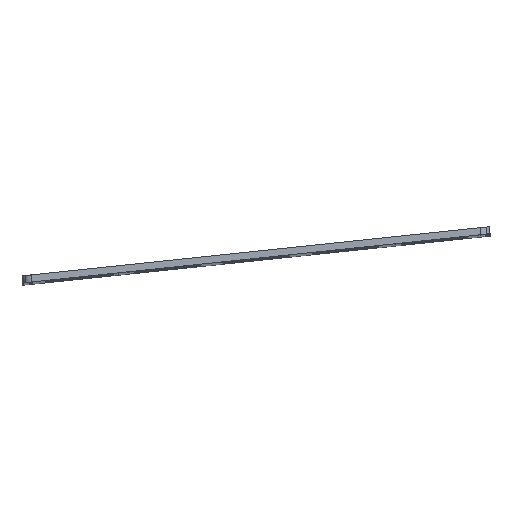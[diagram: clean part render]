
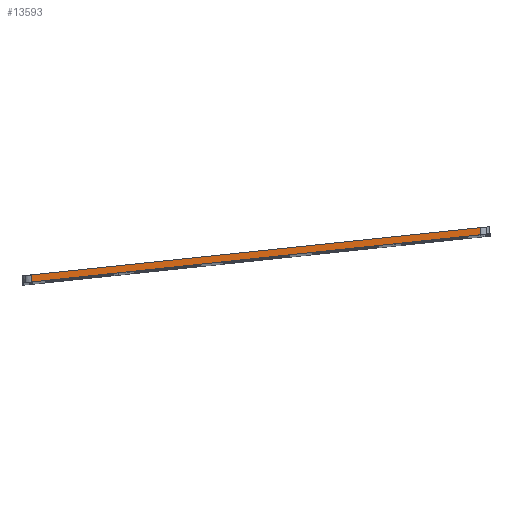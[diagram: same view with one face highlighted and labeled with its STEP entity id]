
A CAD part, top view. The second image highlights one B-rep face of the part: STEP entity #13593.
In plain terms, the highlighted planar face has unit normal (0, 0, 1).
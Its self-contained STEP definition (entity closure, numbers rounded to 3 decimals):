
#516=PLANE('',#14947);
#1153=FACE_OUTER_BOUND('',#1969,.T.);
#1969=EDGE_LOOP('',(#12445,#12446,#12447,#12448));
#2077=LINE('',#19203,#3395);
#2373=LINE('',#20404,#3691);
#3290=LINE('',#22891,#4608);
#3291=LINE('',#22893,#4609);
#3395=VECTOR('',#15177,96.002);
#3691=VECTOR('',#16083,96.002);
#4608=VECTOR('',#18850,1.5);
#4609=VECTOR('',#18853,1.5);
#5416=VERTEX_POINT('',#19200);
#5417=VERTEX_POINT('',#19202);
#6016=VERTEX_POINT('',#20401);
#6017=VERTEX_POINT('',#20403);
#6764=EDGE_CURVE('',#5417,#5416,#2077,.T.);
#7364=EDGE_CURVE('',#6017,#6016,#2373,.T.);
#8610=EDGE_CURVE('',#6016,#5417,#3290,.T.);
#8611=EDGE_CURVE('',#5416,#6017,#3291,.T.);
#12445=ORIENTED_EDGE('',*,*,#8610,.T.);
#12446=ORIENTED_EDGE('',*,*,#6764,.T.);
#12447=ORIENTED_EDGE('',*,*,#8611,.T.);
#12448=ORIENTED_EDGE('',*,*,#7364,.T.);
#13593=ADVANCED_FACE('',(#1153),#516,.T.);
#14947=AXIS2_PLACEMENT_3D('',#22892,#18851,#18852);
#15177=DIRECTION('',(0.995,0.105,0.));
#16083=DIRECTION('',(-0.995,-0.105,0.));
#18850=DIRECTION('',(0.104,-0.995,0.));
#18851=DIRECTION('center_axis',(0.,0.,1.));
#18852=DIRECTION('ref_axis',(1.,0.,0.));
#18853=DIRECTION('',(-0.105,0.995,0.));
#19200=CARTESIAN_POINT('',(101.435,19.114,291.6));
#19202=CARTESIAN_POINT('',(5.958,9.079,291.6));
#19203=CARTESIAN_POINT('',(5.958,9.079,291.6));
#20401=CARTESIAN_POINT('',(5.802,10.571,291.6));
#20403=CARTESIAN_POINT('',(101.278,20.606,291.6));
#20404=CARTESIAN_POINT('',(101.278,20.606,291.6));
#22891=CARTESIAN_POINT('',(5.802,10.571,291.6));
#22892=CARTESIAN_POINT('Origin',(53.618,14.843,291.6));
#22893=CARTESIAN_POINT('',(101.435,19.114,291.6));
